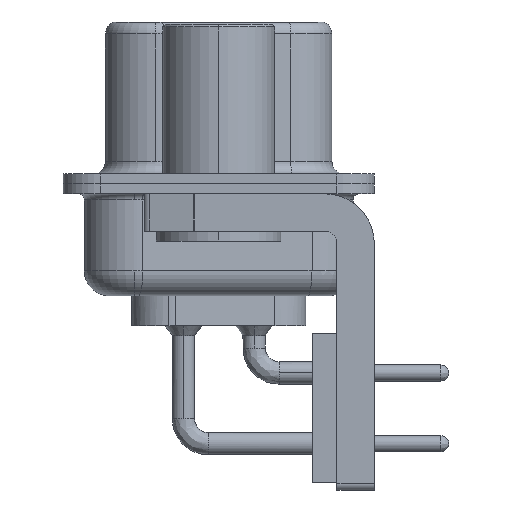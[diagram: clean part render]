
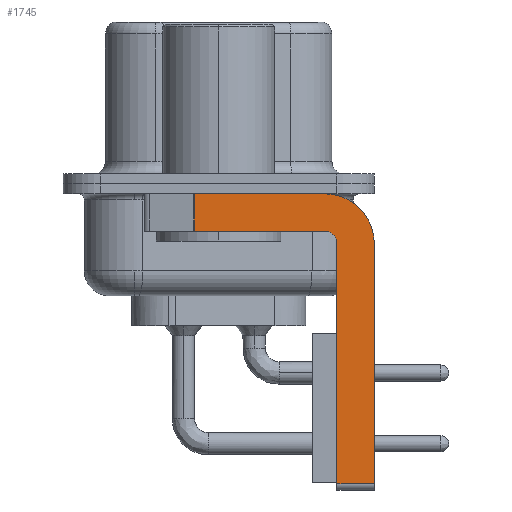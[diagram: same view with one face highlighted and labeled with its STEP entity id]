
A CAD part, left-side view. The second image highlights one B-rep face of the part: STEP entity #1745.
In plain terms, the highlighted planar face has unit normal (-1, 0, 0).
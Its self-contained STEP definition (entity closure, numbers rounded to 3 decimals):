
#265 = LINE ( 'NONE', #16361, #4359 ) ;
#304 = CARTESIAN_POINT ( 'NONE',  ( -2.9, 0.978, -1.9 ) ) ;
#486 = EDGE_CURVE ( 'NONE', #4937, #17727, #12822, .T. ) ;
#1451 = LINE ( 'NONE', #8794, #5517 ) ;
#1726 = EDGE_CURVE ( 'NONE', #11727, #11226, #1451, .T. ) ;
#1745 = ADVANCED_FACE ( 'NONE', ( #14110 ), #11175, .F. ) ;
#2144 = EDGE_CURVE ( 'NONE', #17727, #18378, #12763, .T. ) ;
#2309 = DIRECTION ( 'NONE',  ( 0., 0., -1. ) ) ;
#3604 = EDGE_CURVE ( 'NONE', #11727, #18378, #10804, .T. ) ;
#4334 = AXIS2_PLACEMENT_3D ( 'NONE', #15497, #5215, #17217 ) ;
#4359 = VECTOR ( 'NONE', #18101, 1000. ) ;
#4756 = EDGE_CURVE ( 'NONE', #12101, #7686, #265, .T. ) ;
#4937 = VERTEX_POINT ( 'NONE', #15019 ) ;
#5215 = DIRECTION ( 'NONE',  ( -1., 0., 0. ) ) ;
#5517 = VECTOR ( 'NONE', #7816, 1000. ) ;
#5603 = ORIENTED_EDGE ( 'NONE', *, *, #2144, .F. ) ;
#6361 = ORIENTED_EDGE ( 'NONE', *, *, #486, .F. ) ;
#7309 = AXIS2_PLACEMENT_3D ( 'NONE', #7782, #14298, #16414 ) ;
#7644 = VECTOR ( 'NONE', #2309, 1000. ) ;
#7686 = VERTEX_POINT ( 'NONE', #304 ) ;
#7769 = VECTOR ( 'NONE', #21891, 1000. ) ;
#7782 = CARTESIAN_POINT ( 'NONE',  ( -2.9, -4.25, -2.4 ) ) ;
#7816 = DIRECTION ( 'NONE',  ( 0., 0., 1. ) ) ;
#7856 = CARTESIAN_POINT ( 'NONE',  ( -2.9, 0.978, -1.9 ) ) ;
#8022 = VERTEX_POINT ( 'NONE', #14951 ) ;
#8384 = CARTESIAN_POINT ( 'NONE',  ( -2.9, -4.75, -12.05 ) ) ;
#8794 = CARTESIAN_POINT ( 'NONE',  ( -2.9, -4.75, -12.3 ) ) ;
#9819 = CARTESIAN_POINT ( 'NONE',  ( -2.9, 3., -0.4 ) ) ;
#9856 = CARTESIAN_POINT ( 'NONE',  ( -2.9, -6.25, -2.4 ) ) ;
#10418 = ORIENTED_EDGE ( 'NONE', *, *, #19325, .T. ) ;
#10785 = ORIENTED_EDGE ( 'NONE', *, *, #15191, .F. ) ;
#10804 = LINE ( 'NONE', #22178, #14323 ) ;
#10958 = ORIENTED_EDGE ( 'NONE', *, *, #4756, .F. ) ;
#11105 = CARTESIAN_POINT ( 'NONE',  ( -2.9, -4.25, -2.4 ) ) ;
#11175 = PLANE ( 'NONE',  #18281 ) ;
#11226 = VERTEX_POINT ( 'NONE', #15674 ) ;
#11727 = VERTEX_POINT ( 'NONE', #8384 ) ;
#12101 = VERTEX_POINT ( 'NONE', #19953 ) ;
#12388 = DIRECTION ( 'NONE',  ( 0., 0., -1. ) ) ;
#12465 = DIRECTION ( 'NONE',  ( 1., 0., 0. ) ) ;
#12763 = LINE ( 'NONE', #13298, #7644 ) ;
#12822 = CIRCLE ( 'NONE', #7309, 2. ) ;
#13298 = CARTESIAN_POINT ( 'NONE',  ( -2.9, -6.25, -2.4 ) ) ;
#14110 = FACE_OUTER_BOUND ( 'NONE', #19367, .T. ) ;
#14298 = DIRECTION ( 'NONE',  ( 1., 0., 0. ) ) ;
#14323 = VECTOR ( 'NONE', #20983, 1000. ) ;
#14887 = ORIENTED_EDGE ( 'NONE', *, *, #21351, .F. ) ;
#14951 = CARTESIAN_POINT ( 'NONE',  ( -2.9, 0.978, -0.4 ) ) ;
#15019 = CARTESIAN_POINT ( 'NONE',  ( -2.9, -4.25, -0.4 ) ) ;
#15191 = EDGE_CURVE ( 'NONE', #11226, #12101, #19045, .T. ) ;
#15497 = CARTESIAN_POINT ( 'NONE',  ( -2.9, -4.25, -2.4 ) ) ;
#15674 = CARTESIAN_POINT ( 'NONE',  ( -2.9, -4.75, -2.4 ) ) ;
#16361 = CARTESIAN_POINT ( 'NONE',  ( -2.9, -4.25, -1.9 ) ) ;
#16414 = DIRECTION ( 'NONE',  ( 0., 0., -1. ) ) ;
#17217 = DIRECTION ( 'NONE',  ( 0., 0., 1. ) ) ;
#17727 = VERTEX_POINT ( 'NONE', #9856 ) ;
#18101 = DIRECTION ( 'NONE',  ( 0., 1., 0. ) ) ;
#18147 = DIRECTION ( 'NONE',  ( 0., 0., -1. ) ) ;
#18281 = AXIS2_PLACEMENT_3D ( 'NONE', #11105, #12465, #12388 ) ;
#18378 = VERTEX_POINT ( 'NONE', #20145 ) ;
#19045 = CIRCLE ( 'NONE', #4334, 0.5 ) ;
#19193 = ORIENTED_EDGE ( 'NONE', *, *, #1726, .F. ) ;
#19325 = EDGE_CURVE ( 'NONE', #8022, #7686, #21627, .T. ) ;
#19367 = EDGE_LOOP ( 'NONE', ( #14887, #10418, #10958, #10785, #19193, #20497, #5603, #6361 ) ) ;
#19953 = CARTESIAN_POINT ( 'NONE',  ( -2.9, -4.25, -1.9 ) ) ;
#20145 = CARTESIAN_POINT ( 'NONE',  ( -2.9, -6.25, -12.05 ) ) ;
#20497 = ORIENTED_EDGE ( 'NONE', *, *, #3604, .T. ) ;
#20983 = DIRECTION ( 'NONE',  ( 0., -1., 0. ) ) ;
#21351 = EDGE_CURVE ( 'NONE', #8022, #4937, #21540, .T. ) ;
#21540 = LINE ( 'NONE', #9819, #7769 ) ;
#21627 = LINE ( 'NONE', #7856, #22170 ) ;
#21891 = DIRECTION ( 'NONE',  ( 0., -1., 0. ) ) ;
#22170 = VECTOR ( 'NONE', #18147, 1000. ) ;
#22178 = CARTESIAN_POINT ( 'NONE',  ( -2.9, -4.25, -12.05 ) ) ;
